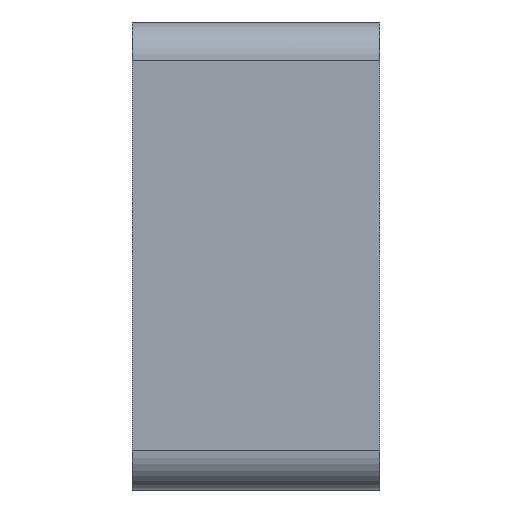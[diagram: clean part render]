
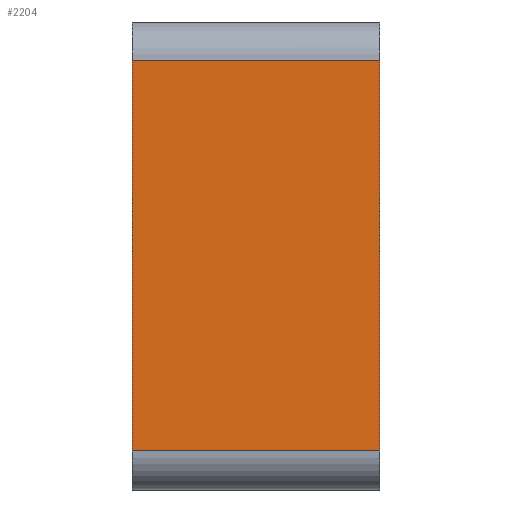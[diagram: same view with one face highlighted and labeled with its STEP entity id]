
A CAD part, left-side view. The second image highlights one B-rep face of the part: STEP entity #2204.
In plain terms, the highlighted planar face has unit normal (-1, 0, 0).
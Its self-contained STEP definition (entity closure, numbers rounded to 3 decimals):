
#80=PLANE('',#2472);
#190=FACE_OUTER_BOUND('',#315,.T.);
#315=EDGE_LOOP('',(#1909,#1910,#1911,#1912));
#339=LINE('',#3190,#519);
#482=LINE('',#3736,#662);
#487=LINE('',#3750,#667);
#511=LINE('',#3812,#691);
#519=VECTOR('',#2497,10.);
#662=VECTOR('',#3058,10.);
#667=VECTOR('',#3073,10.);
#691=VECTOR('',#3159,10.);
#846=VERTEX_POINT('',#3187);
#847=VERTEX_POINT('',#3189);
#1041=VERTEX_POINT('',#3734);
#1045=VERTEX_POINT('',#3748);
#1063=EDGE_CURVE('',#846,#847,#339,.T.);
#1337=EDGE_CURVE('',#1041,#846,#482,.T.);
#1344=EDGE_CURVE('',#847,#1045,#487,.T.);
#1375=EDGE_CURVE('',#1045,#1041,#511,.T.);
#1909=ORIENTED_EDGE('',*,*,#1337,.F.);
#1910=ORIENTED_EDGE('',*,*,#1375,.F.);
#1911=ORIENTED_EDGE('',*,*,#1344,.F.);
#1912=ORIENTED_EDGE('',*,*,#1063,.F.);
#2204=ADVANCED_FACE('',(#190),#80,.T.);
#2472=AXIS2_PLACEMENT_3D('',#3811,#3157,#3158);
#2497=DIRECTION('',(0.,0.,-1.));
#3058=DIRECTION('',(0.,-1.,0.));
#3073=DIRECTION('',(0.,1.,0.));
#3157=DIRECTION('center_axis',(-1.,0.,0.));
#3158=DIRECTION('ref_axis',(0.,0.,1.));
#3159=DIRECTION('',(0.,0.,1.));
#3187=CARTESIAN_POINT('',(-40.,0.,12.));
#3189=CARTESIAN_POINT('',(-40.,0.,-8.));
#3190=CARTESIAN_POINT('',(-40.,0.,10.));
#3734=CARTESIAN_POINT('',(-40.,12.7,12.));
#3736=CARTESIAN_POINT('',(-40.,0.,12.));
#3748=CARTESIAN_POINT('',(-40.,12.7,-8.));
#3750=CARTESIAN_POINT('',(-40.,0.,-8.));
#3811=CARTESIAN_POINT('Origin',(-40.,0.,-10.));
#3812=CARTESIAN_POINT('',(-40.,12.7,10.));
